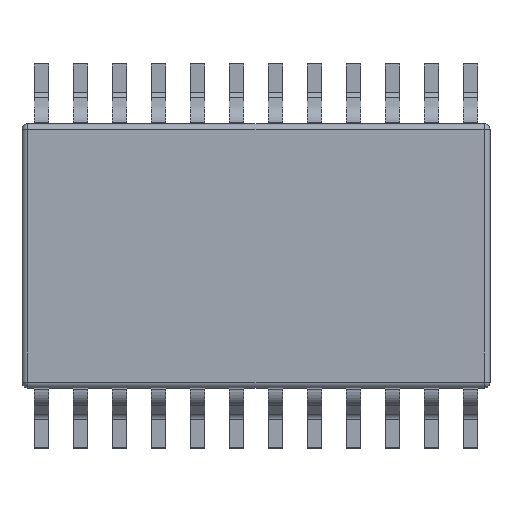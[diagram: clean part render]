
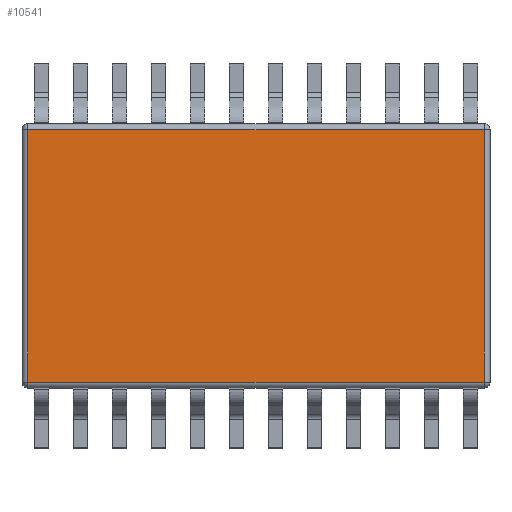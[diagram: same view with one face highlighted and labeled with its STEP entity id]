
A CAD part, top view. The second image highlights one B-rep face of the part: STEP entity #10541.
In plain terms, the highlighted planar face has unit normal (0, 0, 1).
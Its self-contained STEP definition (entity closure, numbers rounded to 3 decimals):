
#10502 = CARTESIAN_POINT ( 'NONE',  ( -3.803, 2.103, 1.2 ) ) ;
#10503 = VERTEX_POINT ( 'NONE', #10502 ) ;
#10504 = CARTESIAN_POINT ( 'NONE',  ( -3.803, -2.103, 1.2 ) ) ;
#10505 = VERTEX_POINT ( 'NONE', #10504 ) ;
#10506 = CARTESIAN_POINT ( 'NONE',  ( -3.803, 0., 1.2 ) ) ;
#10507 = DIRECTION ( 'NONE',  ( 0., -1., 0. ) ) ;
#10508 = VECTOR ( 'NONE', #10507, 1000. ) ;
#10509 = LINE ( 'NONE', #10506, #10508 ) ;
#10510 = EDGE_CURVE ( 'NONE', #10503, #10505, #10509, .T. ) ;
#10511 = ORIENTED_EDGE ( 'NONE', *, *, #10510, .T. ) ;
#10512 = CARTESIAN_POINT ( 'NONE',  ( 3.803, -2.103, 1.2 ) ) ;
#10513 = VERTEX_POINT ( 'NONE', #10512 ) ;
#10514 = CARTESIAN_POINT ( 'NONE',  ( 0., -2.103, 1.2 ) ) ;
#10515 = DIRECTION ( 'NONE',  ( 1., 0., 0. ) ) ;
#10516 = VECTOR ( 'NONE', #10515, 1000. ) ;
#10517 = LINE ( 'NONE', #10514, #10516 ) ;
#10518 = EDGE_CURVE ( 'NONE', #10505, #10513, #10517, .T. ) ;
#10519 = ORIENTED_EDGE ( 'NONE', *, *, #10518, .T. ) ;
#10520 = CARTESIAN_POINT ( 'NONE',  ( 3.803, 2.103, 1.2 ) ) ;
#10521 = VERTEX_POINT ( 'NONE', #10520 ) ;
#10522 = CARTESIAN_POINT ( 'NONE',  ( 3.803, 0., 1.2 ) ) ;
#10523 = DIRECTION ( 'NONE',  ( 0., 1., 0. ) ) ;
#10524 = VECTOR ( 'NONE', #10523, 1000. ) ;
#10525 = LINE ( 'NONE', #10522, #10524 ) ;
#10526 = EDGE_CURVE ( 'NONE', #10513, #10521, #10525, .T. ) ;
#10527 = ORIENTED_EDGE ( 'NONE', *, *, #10526, .T. ) ;
#10528 = CARTESIAN_POINT ( 'NONE',  ( 0., 2.103, 1.2 ) ) ;
#10529 = DIRECTION ( 'NONE',  ( -1., 0., 0. ) ) ;
#10530 = VECTOR ( 'NONE', #10529, 1000. ) ;
#10531 = LINE ( 'NONE', #10528, #10530 ) ;
#10532 = EDGE_CURVE ( 'NONE', #10521, #10503, #10531, .T. ) ;
#10533 = ORIENTED_EDGE ( 'NONE', *, *, #10532, .T. ) ;
#10534 = EDGE_LOOP ( 'NONE', ( #10511, #10519, #10527, #10533 ) ) ;
#10535 = FACE_OUTER_BOUND ( 'NONE', #10534, .T. ) ;
#10536 = CARTESIAN_POINT ( 'NONE',  ( 0., 0., 1.2 ) ) ;
#10537 = DIRECTION ( 'NONE',  ( 0., 0., -1. ) ) ;
#10538 = DIRECTION ( 'NONE',  ( 0., 1., 0. ) ) ;
#10539 = AXIS2_PLACEMENT_3D ( 'NONE', #10536, #10537, #10538 ) ;
#10540 = PLANE ( 'NONE', #10539 ) ;
#10541 = ADVANCED_FACE ( 'NONE', ( #10535 ), #10540, .F. ) ;
